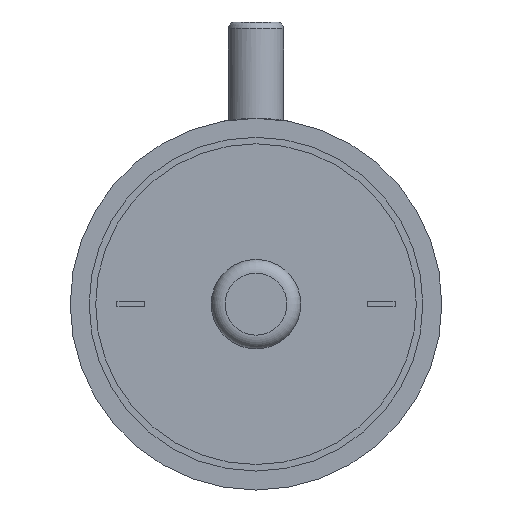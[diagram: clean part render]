
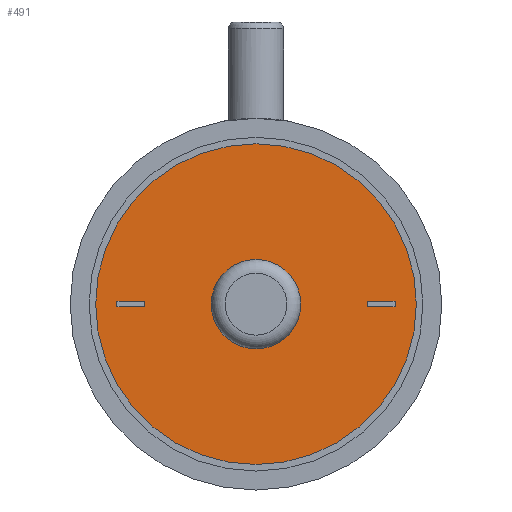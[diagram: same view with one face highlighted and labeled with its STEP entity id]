
A CAD part, front view. The second image highlights one B-rep face of the part: STEP entity #491.
In plain terms, the highlighted planar face has unit normal (0, -1, 0).
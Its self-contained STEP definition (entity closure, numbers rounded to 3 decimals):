
#24=FACE_BOUND('',#167,.T.);
#32=PLANE('',#553);
#130=FACE_OUTER_BOUND('',#166,.T.);
#166=EDGE_LOOP('',(#369));
#167=EDGE_LOOP('',(#370));
#204=CIRCLE('',#543,3.25);
#206=CIRCLE('',#547,11.65);
#236=VERTEX_POINT('',#786);
#238=VERTEX_POINT('',#793);
#284=EDGE_CURVE('',#236,#236,#204,.T.);
#287=EDGE_CURVE('',#238,#238,#206,.T.);
#369=ORIENTED_EDGE('',*,*,#287,.T.);
#370=ORIENTED_EDGE('',*,*,#284,.T.);
#491=ADVANCED_FACE('',(#130,#24),#32,.F.);
#543=AXIS2_PLACEMENT_3D('',#788,#621,#622);
#547=AXIS2_PLACEMENT_3D('',#795,#630,#631);
#553=AXIS2_PLACEMENT_3D('',#804,#643,#644);
#621=DIRECTION('center_axis',(0.,1.,0.));
#622=DIRECTION('ref_axis',(1.,0.,0.));
#630=DIRECTION('center_axis',(0.,-1.,0.));
#631=DIRECTION('ref_axis',(1.,0.,0.));
#643=DIRECTION('center_axis',(0.,1.,0.));
#644=DIRECTION('ref_axis',(1.,0.,0.));
#786=CARTESIAN_POINT('',(-3.25,0.7,0.));
#788=CARTESIAN_POINT('Origin',(0.,0.7,0.));
#793=CARTESIAN_POINT('',(-11.65,0.7,0.));
#795=CARTESIAN_POINT('Origin',(0.,0.7,0.));
#804=CARTESIAN_POINT('Origin',(0.,0.7,0.));
